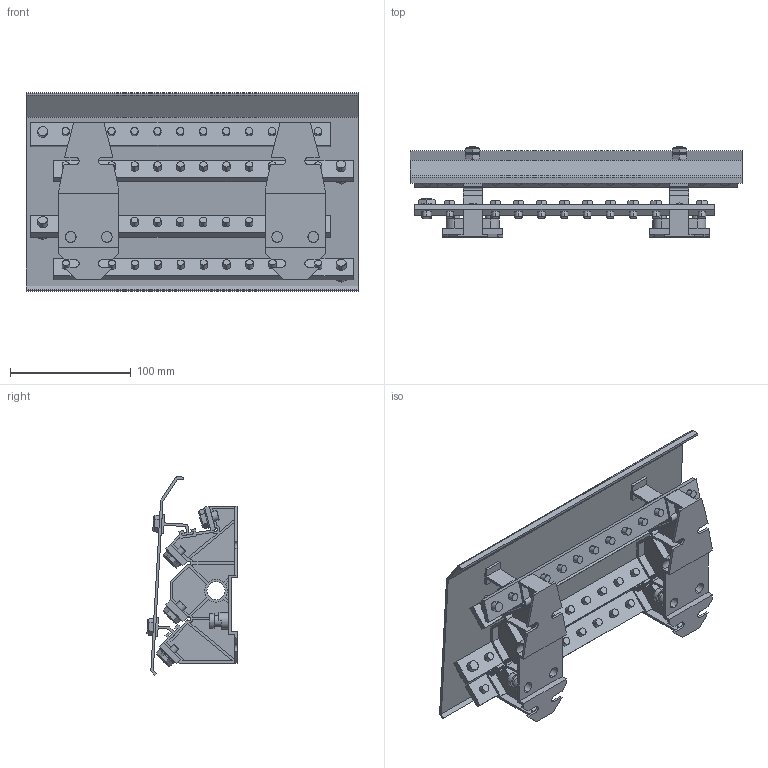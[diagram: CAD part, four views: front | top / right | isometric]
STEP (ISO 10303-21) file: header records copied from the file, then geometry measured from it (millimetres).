
FILE_DESCRIPTION (( 'STEP AP203' ), '1' );
FILE_NAME ('ﾘﾁﾐ-250.STEP', '2017-06-29T11:32:42', ( '' ), ( '' ), 'SwSTEP 2.0', 'SolidWorks 2014', '' );
FILE_SCHEMA (( 'CONFIG_CONTROL_DESIGN' ));
Length unit declared in the file: millimetre
Products named in the file (1): ﾘﾁﾐ-250
Bounding box: 275 x 74.67 x 164.48 mm (x, y, z)
Volume: 305040.7 mm3; surface area: 240947.4 mm2
Topology: 7 solids, 7 shells, 2017 faces, 5328 edges, 3525 vertices
Faces by surface type: plane 1527, cylinder 482, cone 8
Entity records: 62005 total; most frequent: CARTESIAN_POINT 10883, ORIENTED_EDGE 10656, DIRECTION 10342, EDGE_CURVE 5328, VECTOR 4342, LINE 4342, VERTEX_POINT 3525, AXIS2_PLACEMENT_3D 3000
